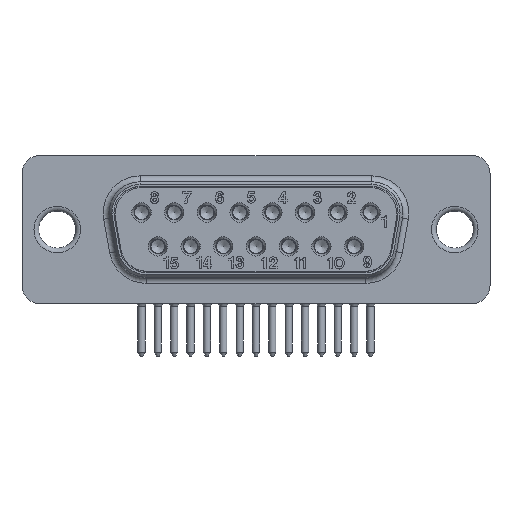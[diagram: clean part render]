
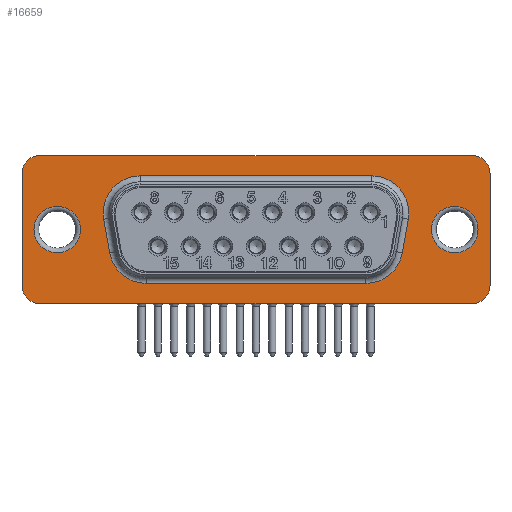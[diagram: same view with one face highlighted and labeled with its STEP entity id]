
A CAD part, top view. The second image highlights one B-rep face of the part: STEP entity #16659.
In plain terms, the highlighted face is planar.
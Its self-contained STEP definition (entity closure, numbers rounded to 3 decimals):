
#2123=LINE('',#33638,#3613);
#2124=LINE('',#33642,#3614);
#2125=LINE('',#33646,#3615);
#2126=LINE('',#33649,#3616);
#2127=LINE('',#33654,#3617);
#2128=LINE('',#33658,#3618);
#2129=LINE('',#33662,#3619);
#2130=LINE('',#33666,#3620);
#3613=VECTOR('',#22337,9.4);
#3614=VECTOR('',#22340,36.2);
#3615=VECTOR('',#22343,9.4);
#3616=VECTOR('',#22346,36.2);
#3617=VECTOR('',#22349,18.413);
#3618=VECTOR('',#22352,2.843);
#3619=VECTOR('',#22355,19.4);
#3620=VECTOR('',#22358,2.843);
#4256=PLANE('',#18073);
#4504=FACE_BOUND('',#6590,.T.);
#4505=FACE_BOUND('',#6591,.T.);
#4506=FACE_BOUND('',#6592,.T.);
#5411=FACE_OUTER_BOUND('',#6589,.T.);
#6589=EDGE_LOOP('',(#15471,#15472,#15473,#15474,#15475,#15476,#15477,#15478));
#6590=EDGE_LOOP('',(#15479));
#6591=EDGE_LOOP('',(#15480,#15481,#15482,#15483,#15484,#15485,#15486,#15487));
#6592=EDGE_LOOP('',(#15488));
#7147=CIRCLE('',#18072,1.95);
#7148=CIRCLE('',#18074,1.5);
#7149=CIRCLE('',#18075,1.5);
#7150=CIRCLE('',#18076,1.5);
#7151=CIRCLE('',#18077,1.5);
#7152=CIRCLE('',#18078,1.95);
#7153=CIRCLE('',#18079,3.1);
#7154=CIRCLE('',#18080,3.1);
#7155=CIRCLE('',#18081,3.1);
#7156=CIRCLE('',#18082,3.1);
#8701=VERTEX_POINT('',#33631);
#8702=VERTEX_POINT('',#33634);
#8703=VERTEX_POINT('',#33635);
#8704=VERTEX_POINT('',#33637);
#8705=VERTEX_POINT('',#33639);
#8706=VERTEX_POINT('',#33641);
#8707=VERTEX_POINT('',#33643);
#8708=VERTEX_POINT('',#33645);
#8709=VERTEX_POINT('',#33647);
#8710=VERTEX_POINT('',#33650);
#8711=VERTEX_POINT('',#33652);
#8712=VERTEX_POINT('',#33653);
#8713=VERTEX_POINT('',#33655);
#8714=VERTEX_POINT('',#33657);
#8715=VERTEX_POINT('',#33659);
#8716=VERTEX_POINT('',#33661);
#8717=VERTEX_POINT('',#33663);
#8718=VERTEX_POINT('',#33665);
#10969=EDGE_CURVE('',#8701,#8701,#7147,.T.);
#10970=EDGE_CURVE('',#8702,#8703,#7148,.T.);
#10971=EDGE_CURVE('',#8704,#8702,#2123,.T.);
#10972=EDGE_CURVE('',#8705,#8704,#7149,.T.);
#10973=EDGE_CURVE('',#8706,#8705,#2124,.T.);
#10974=EDGE_CURVE('',#8707,#8706,#7150,.T.);
#10975=EDGE_CURVE('',#8708,#8707,#2125,.T.);
#10976=EDGE_CURVE('',#8709,#8708,#7151,.T.);
#10977=EDGE_CURVE('',#8703,#8709,#2126,.T.);
#10978=EDGE_CURVE('',#8710,#8710,#7152,.T.);
#10979=EDGE_CURVE('',#8711,#8712,#2127,.T.);
#10980=EDGE_CURVE('',#8713,#8711,#7153,.T.);
#10981=EDGE_CURVE('',#8714,#8713,#2128,.T.);
#10982=EDGE_CURVE('',#8715,#8714,#7154,.T.);
#10983=EDGE_CURVE('',#8716,#8715,#2129,.T.);
#10984=EDGE_CURVE('',#8717,#8716,#7155,.T.);
#10985=EDGE_CURVE('',#8718,#8717,#2130,.T.);
#10986=EDGE_CURVE('',#8712,#8718,#7156,.T.);
#15471=ORIENTED_EDGE('',*,*,#10970,.F.);
#15472=ORIENTED_EDGE('',*,*,#10971,.F.);
#15473=ORIENTED_EDGE('',*,*,#10972,.F.);
#15474=ORIENTED_EDGE('',*,*,#10973,.F.);
#15475=ORIENTED_EDGE('',*,*,#10974,.F.);
#15476=ORIENTED_EDGE('',*,*,#10975,.F.);
#15477=ORIENTED_EDGE('',*,*,#10976,.F.);
#15478=ORIENTED_EDGE('',*,*,#10977,.F.);
#15479=ORIENTED_EDGE('',*,*,#10978,.F.);
#15480=ORIENTED_EDGE('',*,*,#10979,.F.);
#15481=ORIENTED_EDGE('',*,*,#10980,.F.);
#15482=ORIENTED_EDGE('',*,*,#10981,.F.);
#15483=ORIENTED_EDGE('',*,*,#10982,.F.);
#15484=ORIENTED_EDGE('',*,*,#10983,.F.);
#15485=ORIENTED_EDGE('',*,*,#10984,.F.);
#15486=ORIENTED_EDGE('',*,*,#10985,.F.);
#15487=ORIENTED_EDGE('',*,*,#10986,.F.);
#15488=ORIENTED_EDGE('',*,*,#10969,.F.);
#16659=ADVANCED_FACE('',(#5411,#4504,#4505,#4506),#4256,.F.);
#18072=AXIS2_PLACEMENT_3D('',#33632,#22331,#22332);
#18073=AXIS2_PLACEMENT_3D('',#33633,#22333,#22334);
#18074=AXIS2_PLACEMENT_3D('',#33636,#22335,#22336);
#18075=AXIS2_PLACEMENT_3D('',#33640,#22338,#22339);
#18076=AXIS2_PLACEMENT_3D('',#33644,#22341,#22342);
#18077=AXIS2_PLACEMENT_3D('',#33648,#22344,#22345);
#18078=AXIS2_PLACEMENT_3D('',#33651,#22347,#22348);
#18079=AXIS2_PLACEMENT_3D('',#33656,#22350,#22351);
#18080=AXIS2_PLACEMENT_3D('',#33660,#22353,#22354);
#18081=AXIS2_PLACEMENT_3D('',#33664,#22356,#22357);
#18082=AXIS2_PLACEMENT_3D('',#33667,#22359,#22360);
#22331=DIRECTION('center_axis',(0.,0.,-1.));
#22332=DIRECTION('ref_axis',(-1.,0.,0.));
#22333=DIRECTION('center_axis',(0.,0.,1.));
#22334=DIRECTION('ref_axis',(1.,0.,0.));
#22335=DIRECTION('center_axis',(0.,0.,1.));
#22336=DIRECTION('ref_axis',(0.707,0.707,0.));
#22337=DIRECTION('',(0.,1.,0.));
#22338=DIRECTION('center_axis',(0.,0.,1.));
#22339=DIRECTION('ref_axis',(0.707,-0.707,0.));
#22340=DIRECTION('',(1.,0.,0.));
#22341=DIRECTION('center_axis',(0.,0.,1.));
#22342=DIRECTION('ref_axis',(-0.707,-0.707,0.));
#22343=DIRECTION('',(0.,-1.,0.));
#22344=DIRECTION('center_axis',(0.,0.,1.));
#22345=DIRECTION('ref_axis',(-0.707,0.707,0.));
#22346=DIRECTION('',(-1.,0.,0.));
#22347=DIRECTION('center_axis',(0.,0.,-1.));
#22348=DIRECTION('ref_axis',(-1.,0.,0.));
#22349=DIRECTION('',(-1.,0.,0.));
#22350=DIRECTION('center_axis',(0.,0.,-1.));
#22351=DIRECTION('ref_axis',(0.643,-0.766,0.));
#22352=DIRECTION('',(-0.174,-0.985,0.));
#22353=DIRECTION('center_axis',(0.,0.,-1.));
#22354=DIRECTION('ref_axis',(0.766,0.643,0.));
#22355=DIRECTION('',(1.,0.,0.));
#22356=DIRECTION('center_axis',(0.,0.,-1.));
#22357=DIRECTION('ref_axis',(-0.766,0.643,0.));
#22358=DIRECTION('',(-0.174,0.985,0.));
#22359=DIRECTION('center_axis',(0.,0.,-1.));
#22360=DIRECTION('ref_axis',(-0.643,-0.766,0.));
#33631=CARTESIAN_POINT('',(18.6,0.,-0.4));
#33632=CARTESIAN_POINT('Origin',(16.65,0.,-0.4));
#33633=CARTESIAN_POINT('Origin',(9.793,0.022,-0.4));
#33634=CARTESIAN_POINT('',(19.6,4.7,-0.4));
#33635=CARTESIAN_POINT('',(18.1,6.2,-0.4));
#33636=CARTESIAN_POINT('Origin',(18.1,4.7,-0.4));
#33637=CARTESIAN_POINT('',(19.6,-4.7,-0.4));
#33638=CARTESIAN_POINT('',(19.6,-6.2,-0.4));
#33639=CARTESIAN_POINT('',(18.1,-6.2,-0.4));
#33640=CARTESIAN_POINT('Origin',(18.1,-4.7,-0.4));
#33641=CARTESIAN_POINT('',(-18.1,-6.2,-0.4));
#33642=CARTESIAN_POINT('',(-19.6,-6.2,-0.4));
#33643=CARTESIAN_POINT('',(-19.6,-4.7,-0.4));
#33644=CARTESIAN_POINT('Origin',(-18.1,-4.7,-0.4));
#33645=CARTESIAN_POINT('',(-19.6,4.7,-0.4));
#33646=CARTESIAN_POINT('',(-19.6,6.2,-0.4));
#33647=CARTESIAN_POINT('',(-18.1,6.2,-0.4));
#33648=CARTESIAN_POINT('Origin',(-18.1,4.7,-0.4));
#33649=CARTESIAN_POINT('',(19.6,6.2,-0.4));
#33650=CARTESIAN_POINT('',(-14.7,0.,-0.4));
#33651=CARTESIAN_POINT('Origin',(-16.65,0.,-0.4));
#33652=CARTESIAN_POINT('',(9.206,-4.5,-0.4));
#33653=CARTESIAN_POINT('',(-9.206,-4.5,-0.4));
#33654=CARTESIAN_POINT('',(4.897,-4.5,-0.4));
#33655=CARTESIAN_POINT('',(12.259,-1.938,-0.4));
#33656=CARTESIAN_POINT('Origin',(9.206,-1.4,-0.4));
#33657=CARTESIAN_POINT('',(12.753,0.862,-0.4));
#33658=CARTESIAN_POINT('',(12.39,-1.199,-0.4));
#33659=CARTESIAN_POINT('',(9.7,4.5,-0.4));
#33660=CARTESIAN_POINT('Origin',(9.7,1.4,-0.4));
#33661=CARTESIAN_POINT('',(-9.7,4.5,-0.4));
#33662=CARTESIAN_POINT('',(4.897,4.5,-0.4));
#33663=CARTESIAN_POINT('',(-12.753,0.862,-0.4));
#33664=CARTESIAN_POINT('Origin',(-9.7,1.4,-0.4));
#33665=CARTESIAN_POINT('',(-12.259,-1.938,-0.4));
#33666=CARTESIAN_POINT('',(-12.341,-1.473,-0.4));
#33667=CARTESIAN_POINT('Origin',(-9.206,-1.4,-0.4));
